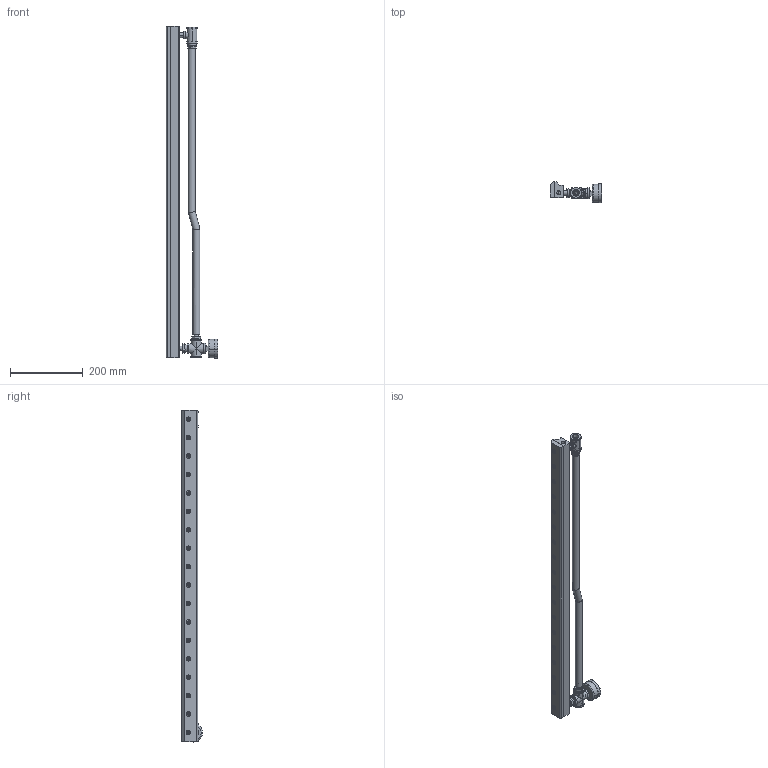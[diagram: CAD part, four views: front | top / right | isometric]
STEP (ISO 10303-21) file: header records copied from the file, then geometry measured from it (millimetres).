
FILE_DESCRIPTION(('STEP AP203'),'1');
FILE_NAME('110236pki.stp','2024-09-23T10:49:35',('TraceParts'),('TraceParts S.A.'),'Spatial InterOp 3D',' ',' ');
FILE_SCHEMA(('CONFIG_CONTROL_DESIGN'));
Length unit declared in the file: millimetre
Products named in the file (1): 1
Bounding box: 142.91 x 57.89 x 915.14 mm (x, y, z)
Volume: 1503402.2 mm3; surface area: 369883.6 mm2
Topology: 30 solids, 30 shells, 849 faces, 2055 edges, 1313 vertices
Faces by surface type: plane 290, cylinder 273, cone 206, torus 42, bspline 38
Entity records: 26018 total; most frequent: CARTESIAN_POINT 5882, DIRECTION 4460, ORIENTED_EDGE 4038, EDGE_CURVE 2019, AXIS2_PLACEMENT_3D 1835, VERTEX_POINT 1313, EDGE_LOOP 1032, CIRCLE 954
